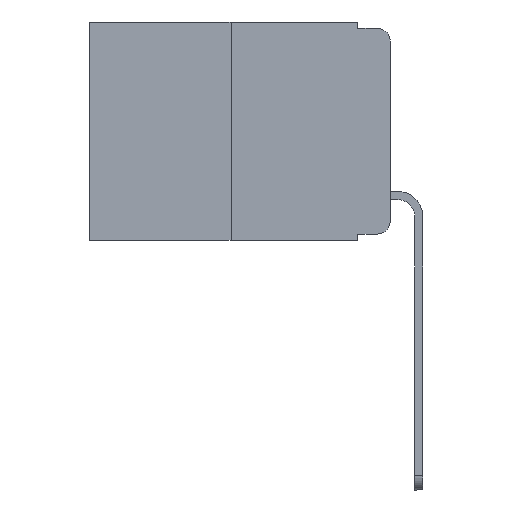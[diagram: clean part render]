
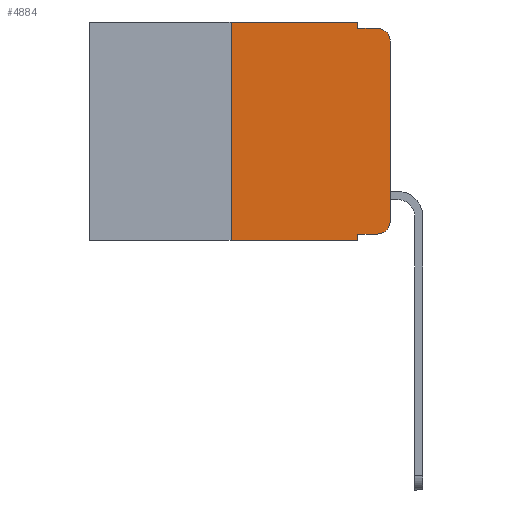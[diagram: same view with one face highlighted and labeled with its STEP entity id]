
A CAD part, left-side view. The second image highlights one B-rep face of the part: STEP entity #4884.
In plain terms, the highlighted planar face has unit normal (-1, 0, 0).
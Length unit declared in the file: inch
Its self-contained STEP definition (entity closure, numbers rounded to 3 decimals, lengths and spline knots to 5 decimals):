
#201 = VECTOR ( 'NONE', #2590, 39.37008 ) ;
#256 = ORIENTED_EDGE ( 'NONE', *, *, #9392, .T. ) ;
#473 = CARTESIAN_POINT ( 'NONE',  ( 0., 0.051, -0.333 ) ) ;
#1019 = DIRECTION ( 'NONE',  ( 0., 0., 1. ) ) ;
#1089 = VECTOR ( 'NONE', #9498, 39.37008 ) ;
#1213 = CIRCLE ( 'NONE', #5574, 0.02 ) ;
#1223 = ORIENTED_EDGE ( 'NONE', *, *, #2359, .T. ) ;
#1246 = DIRECTION ( 'NONE',  ( -1., 0., 0. ) ) ;
#1295 = VECTOR ( 'NONE', #1019, 39.37008 ) ;
#1872 = CARTESIAN_POINT ( 'NONE',  ( 0., 0.051, -0.343 ) ) ;
#2310 = ORIENTED_EDGE ( 'NONE', *, *, #4449, .T. ) ;
#2359 = EDGE_CURVE ( 'NONE', #12070, #11791, #7888, .T. ) ;
#2362 = DIRECTION ( 'NONE',  ( 0., 0., -1. ) ) ;
#2433 = VERTEX_POINT ( 'NONE', #8094 ) ;
#2454 = ORIENTED_EDGE ( 'NONE', *, *, #8812, .T. ) ;
#2513 = CARTESIAN_POINT ( 'NONE',  ( 0., 0.473, -0.343 ) ) ;
#2590 = DIRECTION ( 'NONE',  ( 0., -1., 0. ) ) ;
#2855 = LINE ( 'NONE', #8631, #4946 ) ;
#3091 = CARTESIAN_POINT ( 'NONE',  ( 0., 0.473, 0. ) ) ;
#3134 = DIRECTION ( 'NONE',  ( 1., 0., 0. ) ) ;
#4202 = ORIENTED_EDGE ( 'NONE', *, *, #6771, .T. ) ;
#4261 = DIRECTION ( 'NONE',  ( -1., 0., 0. ) ) ;
#4377 = LINE ( 'NONE', #11446, #9016 ) ;
#4378 = DIRECTION ( 'NONE',  ( 0., 0., -1. ) ) ;
#4449 = EDGE_CURVE ( 'NONE', #8801, #12070, #10226, .T. ) ;
#4538 = VERTEX_POINT ( 'NONE', #10917 ) ;
#4712 = VERTEX_POINT ( 'NONE', #10353 ) ;
#4719 = AXIS2_PLACEMENT_3D ( 'NONE', #3091, #3134, #9714 ) ;
#4884 = ADVANCED_FACE ( 'NONE', ( #5992 ), #7918, .F. ) ;
#4946 = VECTOR ( 'NONE', #7781, 39.37008 ) ;
#5119 = CARTESIAN_POINT ( 'NONE',  ( 0., 0.25, 0. ) ) ;
#5140 = EDGE_CURVE ( 'NONE', #8801, #7764, #6980, .T. ) ;
#5142 = LINE ( 'NONE', #7089, #9698 ) ;
#5574 = AXIS2_PLACEMENT_3D ( 'NONE', #7254, #1246, #8169 ) ;
#5775 = EDGE_CURVE ( 'NONE', #4712, #11228, #9339, .T. ) ;
#5992 = FACE_OUTER_BOUND ( 'NONE', #9771, .T. ) ;
#6068 = CARTESIAN_POINT ( 'NONE',  ( 0., 0.02, -0.333 ) ) ;
#6370 = ORIENTED_EDGE ( 'NONE', *, *, #7010, .F. ) ;
#6522 = LINE ( 'NONE', #7684, #1089 ) ;
#6697 = VECTOR ( 'NONE', #2362, 39.37008 ) ;
#6771 = EDGE_CURVE ( 'NONE', #4712, #7764, #8771, .T. ) ;
#6980 = LINE ( 'NONE', #11714, #6697 ) ;
#7010 = EDGE_CURVE ( 'NONE', #7657, #11549, #6522, .T. ) ;
#7051 = CARTESIAN_POINT ( 'NONE',  ( 0., 0.02, -0.313 ) ) ;
#7064 = CARTESIAN_POINT ( 'NONE',  ( 0., 0.25, 0. ) ) ;
#7089 = CARTESIAN_POINT ( 'NONE',  ( 0., 0., 0. ) ) ;
#7254 = CARTESIAN_POINT ( 'NONE',  ( 0., 0.02, -0.03 ) ) ;
#7399 = DIRECTION ( 'NONE',  ( 0., -1., 0. ) ) ;
#7606 = EDGE_CURVE ( 'NONE', #11549, #4538, #4377, .T. ) ;
#7634 = CARTESIAN_POINT ( 'NONE',  ( 0., 0.051, 0. ) ) ;
#7657 = VERTEX_POINT ( 'NONE', #7634 ) ;
#7684 = CARTESIAN_POINT ( 'NONE',  ( 0., 0.051, 0. ) ) ;
#7764 = VERTEX_POINT ( 'NONE', #1872 ) ;
#7781 = DIRECTION ( 'NONE',  ( 0., -1., 0. ) ) ;
#7888 = CIRCLE ( 'NONE', #8937, 0.02 ) ;
#7918 = PLANE ( 'NONE',  #4719 ) ;
#8012 = DIRECTION ( 'NONE',  ( 0., 0., 1. ) ) ;
#8094 = CARTESIAN_POINT ( 'NONE',  ( 0., 0., -0.03 ) ) ;
#8169 = DIRECTION ( 'NONE',  ( 0., 0., -1. ) ) ;
#8313 = ORIENTED_EDGE ( 'NONE', *, *, #5140, .F. ) ;
#8346 = ORIENTED_EDGE ( 'NONE', *, *, #5775, .F. ) ;
#8631 = CARTESIAN_POINT ( 'NONE',  ( 0., 0.473, 0. ) ) ;
#8771 = LINE ( 'NONE', #2513, #11135 ) ;
#8801 = VERTEX_POINT ( 'NONE', #9887 ) ;
#8812 = EDGE_CURVE ( 'NONE', #2433, #4538, #1213, .T. ) ;
#8937 = AXIS2_PLACEMENT_3D ( 'NONE', #7051, #4261, #4378 ) ;
#9016 = VECTOR ( 'NONE', #12307, 39.37008 ) ;
#9339 = LINE ( 'NONE', #7064, #1295 ) ;
#9392 = EDGE_CURVE ( 'NONE', #11791, #2433, #5142, .T. ) ;
#9498 = DIRECTION ( 'NONE',  ( 0., 0., -1. ) ) ;
#9698 = VECTOR ( 'NONE', #8012, 39.37008 ) ;
#9714 = DIRECTION ( 'NONE',  ( 0., 0., -1. ) ) ;
#9771 = EDGE_LOOP ( 'NONE', ( #256, #2454, #9882, #6370, #10982, #8346, #4202, #8313, #2310, #1223 ) ) ;
#9882 = ORIENTED_EDGE ( 'NONE', *, *, #7606, .F. ) ;
#9887 = CARTESIAN_POINT ( 'NONE',  ( 0., 0.051, -0.333 ) ) ;
#10226 = LINE ( 'NONE', #473, #201 ) ;
#10353 = CARTESIAN_POINT ( 'NONE',  ( 0., 0.25, -0.343 ) ) ;
#10917 = CARTESIAN_POINT ( 'NONE',  ( 0., 0.02, -0.01 ) ) ;
#10982 = ORIENTED_EDGE ( 'NONE', *, *, #11125, .F. ) ;
#11070 = CARTESIAN_POINT ( 'NONE',  ( 0., 0., -0.313 ) ) ;
#11125 = EDGE_CURVE ( 'NONE', #11228, #7657, #2855, .T. ) ;
#11135 = VECTOR ( 'NONE', #7399, 39.37008 ) ;
#11228 = VERTEX_POINT ( 'NONE', #5119 ) ;
#11446 = CARTESIAN_POINT ( 'NONE',  ( 0., 0.051, -0.01 ) ) ;
#11549 = VERTEX_POINT ( 'NONE', #11699 ) ;
#11699 = CARTESIAN_POINT ( 'NONE',  ( 0., 0.051, -0.01 ) ) ;
#11714 = CARTESIAN_POINT ( 'NONE',  ( 0., 0.051, 0. ) ) ;
#11791 = VERTEX_POINT ( 'NONE', #11070 ) ;
#12070 = VERTEX_POINT ( 'NONE', #6068 ) ;
#12307 = DIRECTION ( 'NONE',  ( 0., -1., 0. ) ) ;
